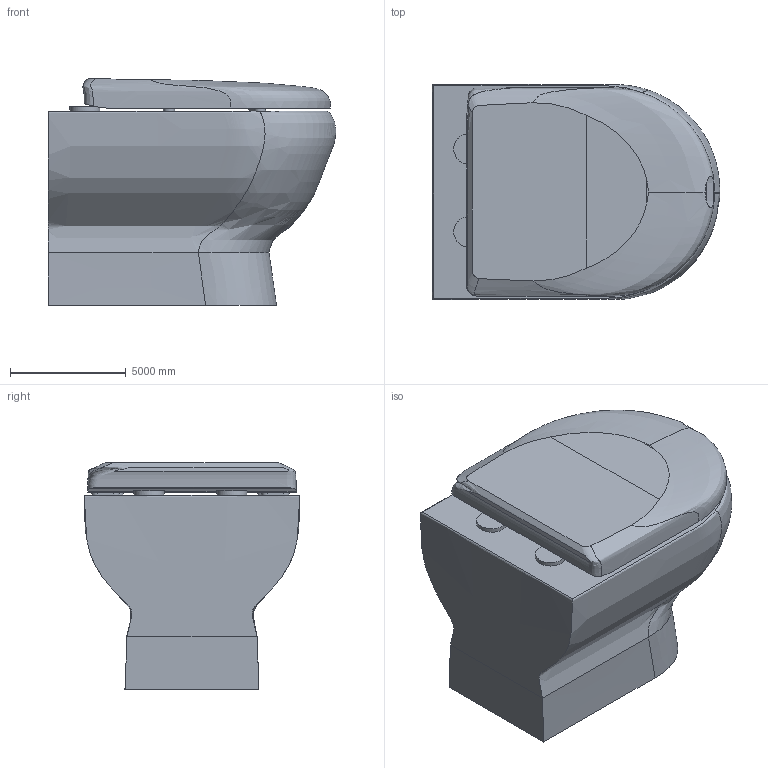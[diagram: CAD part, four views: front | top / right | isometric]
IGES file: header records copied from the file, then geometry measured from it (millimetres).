
Global section: file name: 7844; native system: AutoCAD 2016 - English; preprocessor: Autodesk Translation Framework DWG producer (atf_dwg_producer); organization: unknown; date: 20170508.104537; units: inch
Bounding box: 12396.02 x 9276.59 x 9778.97 mm (x, y, z)
Volume: 456659224259.8 mm3; surface area: 795787945.5 mm2
Topology: 2 solids, 2 shells, 82 faces, 235 edges, 164 vertices
Faces by surface type: bspline 82
